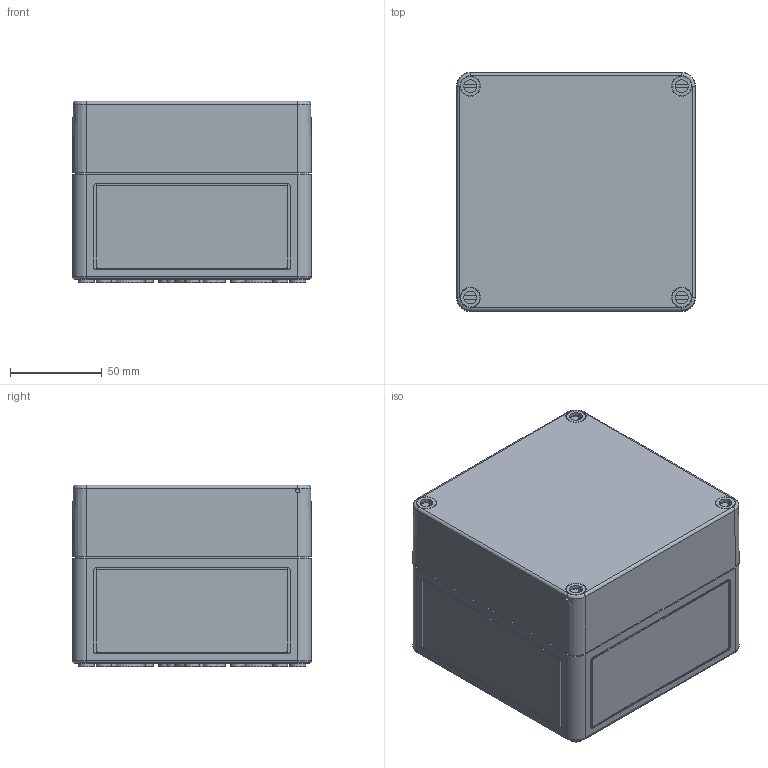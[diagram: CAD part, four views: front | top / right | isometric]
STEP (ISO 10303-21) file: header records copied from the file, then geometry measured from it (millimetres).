
FILE_DESCRIPTION( ( 'STEP AP214' ), ' ' );
FILE_NAME( '11150501.stp', '2016-02-19T21:13:11', ( '' ), ( '' ), ' ', 'PARTsolutions', ' ' );
FILE_SCHEMA( ( 'AUTOMOTIVE_DESIGN { 1 0 10303 214 1 1 1 1 }' ) );
Length unit declared in the file: millimetre
Products named in the file (4): 11150501; _Kasten_TK1313-o; _Deckel_TK1313-10-t; _Schraube_TK58mm-schwarz
Assembly tree (6 placements, depth 2):
  11150501
    _Kasten_TK1313-o
    _Deckel_TK1313-10-t
    _Schraube_TK58mm-schwarz  x4
Bounding box: 130 x 130 x 98.7 mm (x, y, z)
Volume: 284844.7 mm3; surface area: 198940.7 mm2
Topology: 6 solids, 6 shells, 816 faces, 2004 edges, 1313 vertices
Faces by surface type: plane 536, cylinder 216, cone 52, torus 12
Full cylindrical faces by diameter (mm): 2.2 x2, 3.4 x20, 5 x4, 5.8 x8, 7 x4, 8 x9, 8.376 x4, 9 x4, 10.5 x4, 12 x1, 14 x4
Entity records: 21932 total; most frequent: CARTESIAN_POINT 3068, DIRECTION 3044, ORIENTED_EDGE 2728, EDGE_CURVE 1364, AXIS2_PLACEMENT_3D 1113, VERTEX_POINT 937, LINE 818, VECTOR 818
